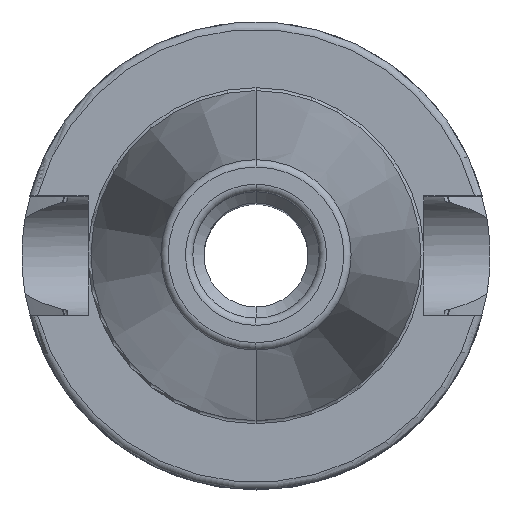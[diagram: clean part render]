
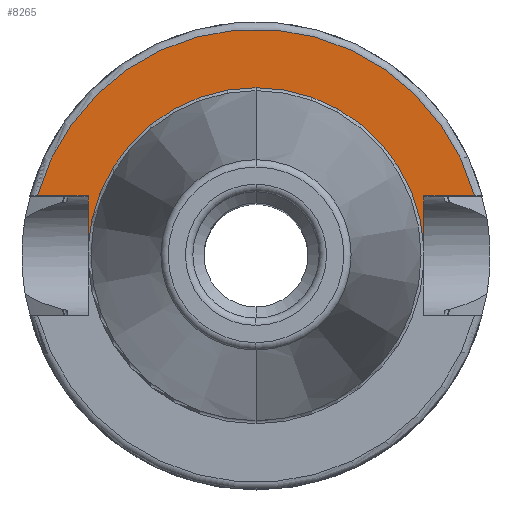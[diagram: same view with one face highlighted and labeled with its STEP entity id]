
A CAD part, top view. The second image highlights one B-rep face of the part: STEP entity #8265.
In plain terms, the highlighted planar face has unit normal (0, 0, 1).
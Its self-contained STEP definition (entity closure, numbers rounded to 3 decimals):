
#2412=DIRECTION('',(0,1,0));
#2413=VECTOR('',#2412,6.987);
#2414=CARTESIAN_POINT('',(-22.6,1.063,25));
#2415=LINE('',#2414,#2413);
#2416=DIRECTION('',(1,0,0));
#2417=VECTOR('',#2416,6.818);
#2418=CARTESIAN_POINT('',(-29.418,8.05,25));
#2419=LINE('',#2418,#2417);
#2420=DIRECTION('',(-1,0,0));
#2421=VECTOR('',#2420,6.818);
#2422=CARTESIAN_POINT('',(29.418,8.05,25));
#2423=LINE('',#2422,#2421);
#2424=DIRECTION('',(0,-1,0));
#2425=VECTOR('',#2424,6.987);
#2426=CARTESIAN_POINT('',(22.6,8.05,25));
#2427=LINE('',#2426,#2425);
#2434=CARTESIAN_POINT('',(0,0,25));
#2435=DIRECTION('',(0,0,1));
#2436=DIRECTION('',(0,1,0));
#2437=AXIS2_PLACEMENT_3D('',#2434,#2435,#2436);
#2465=CARTESIAN_POINT('',(0,0,25));
#2466=DIRECTION('',(0,0,-1));
#2467=DIRECTION('',(0,1,0));
#2468=AXIS2_PLACEMENT_3D('',#2465,#2466,#2467);
#2517=CARTESIAN_POINT('',(0,0,25));
#2518=DIRECTION('',(0,0,1));
#2519=DIRECTION('',(0.965,0.264,0));
#2520=AXIS2_PLACEMENT_3D('',#2517,#2518,#2519);
#3673=CARTESIAN_POINT('',(-22.6,1.063,25));
#3674=CARTESIAN_POINT('',(-22.6,8.05,25));
#3675=VERTEX_POINT('',#3673);
#3676=VERTEX_POINT('',#3674);
#3677=CARTESIAN_POINT('',(-29.418,8.05,25));
#3678=VERTEX_POINT('',#3677);
#3679=CARTESIAN_POINT('',(22.6,8.05,25));
#3680=CARTESIAN_POINT('',(22.6,1.063,25));
#3681=VERTEX_POINT('',#3679);
#3682=VERTEX_POINT('',#3680);
#3689=CARTESIAN_POINT('',(29.418,8.05,25));
#3690=VERTEX_POINT('',#3689);
#3737=CARTESIAN_POINT('',(0,22.625,25));
#3739=VERTEX_POINT('',#3737);
#8246=CARTESIAN_POINT('',(0,0,25));
#8247=DIRECTION('',(0,0,-1));
#8248=DIRECTION('',(0,-1,0));
#8249=AXIS2_PLACEMENT_3D('',#8246,#8247,#8248);
#8250=PLANE('',#8249);
#8251=ORIENTED_EDGE('',*,*,#8003,.T.);
#8252=ORIENTED_EDGE('',*,*,#8032,.F.);
#8254=ORIENTED_EDGE('',*,*,#8253,.F.);
#8256=ORIENTED_EDGE('',*,*,#8255,.T.);
#8258=ORIENTED_EDGE('',*,*,#8257,.T.);
#8260=ORIENTED_EDGE('',*,*,#8259,.F.);
#8262=ORIENTED_EDGE('',*,*,#8261,.T.);
#8263=EDGE_LOOP('',(#8251,#8252,#8254,#8256,#8258,#8260,#8262));
#8264=FACE_OUTER_BOUND('',#8263,.F.);
#8265=ADVANCED_FACE('',(#8264),#8250,.F.);
#2438=CIRCLE('',#2437,22.625);
#2469=CIRCLE('',#2468,22.625);
#2521=CIRCLE('',#2520,30.5);
#8003=EDGE_CURVE('',#3675,#3676,#2415,.T.);
#8032=EDGE_CURVE('',#3678,#3676,#2419,.T.);
#8253=EDGE_CURVE('',#3690,#3678,#2521,.T.);
#8255=EDGE_CURVE('',#3690,#3681,#2423,.T.);
#8257=EDGE_CURVE('',#3681,#3682,#2427,.T.);
#8259=EDGE_CURVE('',#3739,#3682,#2469,.T.);
#8261=EDGE_CURVE('',#3739,#3675,#2438,.T.);
